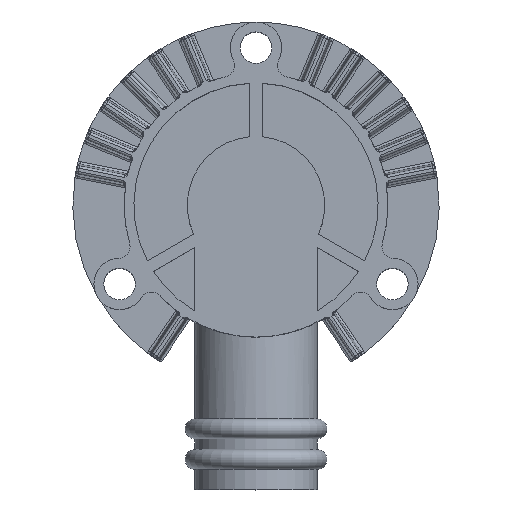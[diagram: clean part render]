
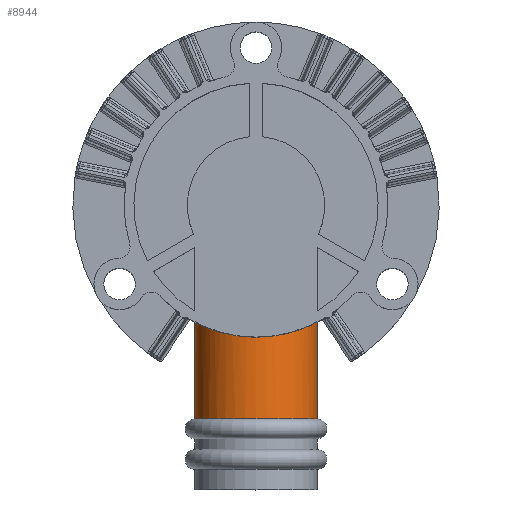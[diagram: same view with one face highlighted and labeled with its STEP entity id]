
A CAD part, top view. The second image highlights one B-rep face of the part: STEP entity #8944.
In plain terms, the highlighted cylindrical face has radius 6.35 mm (diameter 12.7 mm), a full revolution.
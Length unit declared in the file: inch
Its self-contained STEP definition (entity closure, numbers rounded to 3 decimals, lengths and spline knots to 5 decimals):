
#1259=B_SPLINE_CURVE_WITH_KNOTS('',3,(#13873,#13874,#13875,#13876,#13877,
#13878,#13879,#13880,#13881,#13882,#13883,#13884,#13885,#13886,#13887,#13888,
#13889,#13890,#13891,#13892,#13893,#13894,#13895,#13896,#13897,#13898,#13899,
#13900,#13901,#13902,#13903,#13904,#13905,#13906),.UNSPECIFIED.,.T.,.F.,
(4,2,2,2,2,2,2,2,2,2,2,2,2,2,2,2,4),(0.,0.24354,0.48707,
0.73014,0.9732,1.21627,1.45934,1.70287,
1.94641,2.18994,2.43348,2.67655,2.91961,
3.16268,3.40575,3.64928,3.89282),
 .UNSPECIFIED.);
#1602=CYLINDRICAL_SURFACE('',#9562,0.25);
#1784=FACE_BOUND('',#2418,.T.);
#1809=FACE_OUTER_BOUND('',#2417,.T.);
#2417=EDGE_LOOP('',(#5975));
#2418=EDGE_LOOP('',(#5976));
#3028=CIRCLE('',#9547,0.25);
#3596=VERTEX_POINT('',#13848);
#3604=VERTEX_POINT('',#13872);
#4488=EDGE_CURVE('',#3596,#3596,#3028,.T.);
#4496=EDGE_CURVE('',#3604,#3604,#1259,.T.);
#5975=ORIENTED_EDGE('',*,*,#4488,.T.);
#5976=ORIENTED_EDGE('',*,*,#4496,.F.);
#8944=ADVANCED_FACE('',(#1809,#1784),#1602,.T.);
#9547=AXIS2_PLACEMENT_3D('',#13849,#10888,#10889);
#9562=AXIS2_PLACEMENT_3D('',#13871,#10918,#10919);
#10888=DIRECTION('center_axis',(0.,1.,0.));
#10889=DIRECTION('ref_axis',(1.,0.,0.));
#10918=DIRECTION('center_axis',(0.,1.,0.));
#10919=DIRECTION('ref_axis',(1.,0.,0.));
#13848=CARTESIAN_POINT('',(-0.25,-0.87465,0.025));
#13849=CARTESIAN_POINT('Origin',(0.,-0.87465,0.025));
#13871=CARTESIAN_POINT('Origin',(0.,-1.165,0.025));
#13872=CARTESIAN_POINT('',(0.,-0.54,0.275));
#13873=CARTESIAN_POINT('Ctrl Pts',(-0.25,-0.47864,0.025));
#13874=CARTESIAN_POINT('Ctrl Pts',(-0.25,-0.47864,0.05696));
#13875=CARTESIAN_POINT('Ctrl Pts',(-0.24351,-0.48219,
0.09064));
#13876=CARTESIAN_POINT('Ctrl Pts',(-0.21787,-0.4943,
0.15205));
#13877=CARTESIAN_POINT('Ctrl Pts',(-0.19873,-0.50264,
0.17983));
#13878=CARTESIAN_POINT('Ctrl Pts',(-0.15487,-0.51784,
0.22368));
#13879=CARTESIAN_POINT('Ctrl Pts',(-0.12707,-0.52576,
0.24286));
#13880=CARTESIAN_POINT('Ctrl Pts',(-0.06561,-0.53691,
0.26853));
#13881=CARTESIAN_POINT('Ctrl Pts',(-0.0319,-0.54,0.275));
#13882=CARTESIAN_POINT('Ctrl Pts',(0.0319,-0.54,0.275));
#13883=CARTESIAN_POINT('Ctrl Pts',(0.06561,-0.53691,
0.26853));
#13884=CARTESIAN_POINT('Ctrl Pts',(0.12707,-0.52576,
0.24286));
#13885=CARTESIAN_POINT('Ctrl Pts',(0.15487,-0.51784,
0.22368));
#13886=CARTESIAN_POINT('Ctrl Pts',(0.19873,-0.50264,
0.17983));
#13887=CARTESIAN_POINT('Ctrl Pts',(0.21787,-0.4943,
0.15205));
#13888=CARTESIAN_POINT('Ctrl Pts',(0.24351,-0.48219,
0.09064));
#13889=CARTESIAN_POINT('Ctrl Pts',(0.25,-0.47864,0.05696));
#13890=CARTESIAN_POINT('Ctrl Pts',(0.25,-0.47864,-0.00696));
#13891=CARTESIAN_POINT('Ctrl Pts',(0.24351,-0.48219,
-0.04064));
#13892=CARTESIAN_POINT('Ctrl Pts',(0.21787,-0.4943,
-0.10205));
#13893=CARTESIAN_POINT('Ctrl Pts',(0.19873,-0.50264,
-0.12983));
#13894=CARTESIAN_POINT('Ctrl Pts',(0.15487,-0.51784,
-0.17368));
#13895=CARTESIAN_POINT('Ctrl Pts',(0.12707,-0.52576,
-0.19286));
#13896=CARTESIAN_POINT('Ctrl Pts',(0.06561,-0.53691,
-0.21853));
#13897=CARTESIAN_POINT('Ctrl Pts',(0.0319,-0.54,-0.225));
#13898=CARTESIAN_POINT('Ctrl Pts',(-0.0319,-0.54,-0.225));
#13899=CARTESIAN_POINT('Ctrl Pts',(-0.06561,-0.53691,
-0.21853));
#13900=CARTESIAN_POINT('Ctrl Pts',(-0.12707,-0.52576,
-0.19286));
#13901=CARTESIAN_POINT('Ctrl Pts',(-0.15487,-0.51784,
-0.17368));
#13902=CARTESIAN_POINT('Ctrl Pts',(-0.19873,-0.50264,
-0.12983));
#13903=CARTESIAN_POINT('Ctrl Pts',(-0.21787,-0.4943,
-0.10205));
#13904=CARTESIAN_POINT('Ctrl Pts',(-0.24351,-0.48219,
-0.04064));
#13905=CARTESIAN_POINT('Ctrl Pts',(-0.25,-0.47864,-0.00696));
#13906=CARTESIAN_POINT('Ctrl Pts',(-0.25,-0.47864,0.025));
